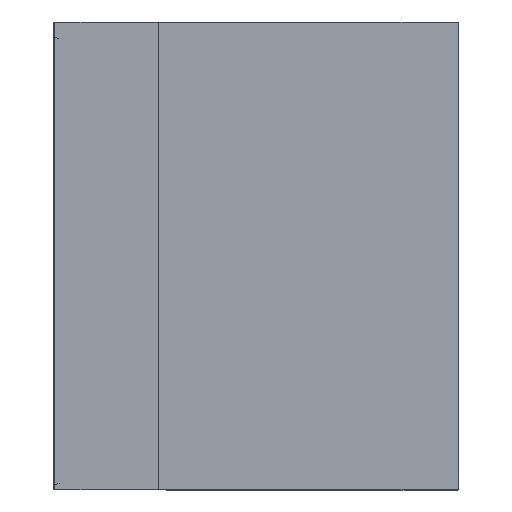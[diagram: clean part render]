
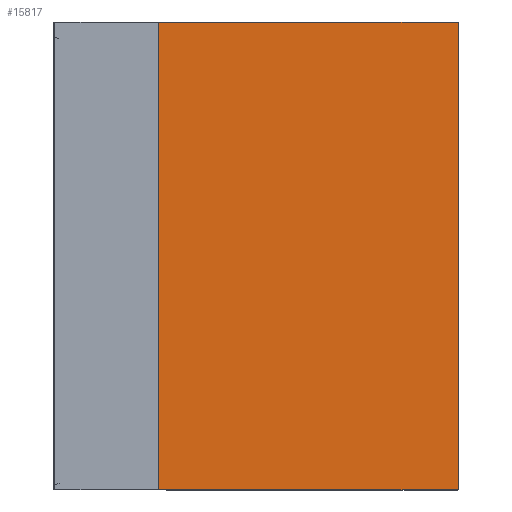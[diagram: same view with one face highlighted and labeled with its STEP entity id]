
A CAD part, left-side view. The second image highlights one B-rep face of the part: STEP entity #15817.
In plain terms, the highlighted planar face has unit normal (-1, 0, 0).
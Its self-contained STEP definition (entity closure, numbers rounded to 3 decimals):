
#507 = CARTESIAN_POINT ( 'NONE',  ( 2., 300., 0. ) ) ;
#526 = LINE ( 'NONE', #5522, #6558 ) ;
#812 = DIRECTION ( 'NONE',  ( -1., 0., 0. ) ) ;
#1470 = VERTEX_POINT ( 'NONE', #10542 ) ;
#1556 = VECTOR ( 'NONE', #11633, 1000. ) ;
#1651 = LINE ( 'NONE', #6648, #1556 ) ;
#1726 = LINE ( 'NONE', #6724, #2528 ) ;
#2039 = FACE_OUTER_BOUND ( 'NONE', #13816, .T. ) ;
#2528 = VECTOR ( 'NONE', #11708, 1000. ) ;
#2703 = ORIENTED_EDGE ( 'NONE', *, *, #6427, .T. ) ;
#3131 = EDGE_CURVE ( 'NONE', #1470, #7281, #1651, .T. ) ;
#3532 = VECTOR ( 'NONE', #5505, 1000. ) ;
#4289 = CARTESIAN_POINT ( 'NONE',  ( 2., 300., 0. ) ) ;
#4685 = ORIENTED_EDGE ( 'NONE', *, *, #11274, .F. ) ;
#5172 = ORIENTED_EDGE ( 'NONE', *, *, #14273, .F. ) ;
#5183 = VERTEX_POINT ( 'NONE', #4289 ) ;
#5505 = DIRECTION ( 'NONE',  ( 0., -1., 0. ) ) ;
#5522 = CARTESIAN_POINT ( 'NONE',  ( 2., -1., -771.106 ) ) ;
#5803 = DIRECTION ( 'NONE',  ( 0., -1., 0. ) ) ;
#5903 = CARTESIAN_POINT ( 'NONE',  ( 2., -1., 0. ) ) ;
#6427 = EDGE_CURVE ( 'NONE', #1470, #15465, #526, .T. ) ;
#6558 = VECTOR ( 'NONE', #10521, 1000. ) ;
#6648 = CARTESIAN_POINT ( 'NONE',  ( 2., 300., -470. ) ) ;
#6724 = CARTESIAN_POINT ( 'NONE',  ( 2., 300., -771.106 ) ) ;
#7031 = PLANE ( 'NONE',  #11177 ) ;
#7281 = VERTEX_POINT ( 'NONE', #12662 ) ;
#10521 = DIRECTION ( 'NONE',  ( 0., 0., 1. ) ) ;
#10542 = CARTESIAN_POINT ( 'NONE',  ( 2., -1., -470. ) ) ;
#11177 = AXIS2_PLACEMENT_3D ( 'NONE', #12016, #812, #5803 ) ;
#11274 = EDGE_CURVE ( 'NONE', #5183, #15465, #11717, .T. ) ;
#11633 = DIRECTION ( 'NONE',  ( 0., 1., 0. ) ) ;
#11708 = DIRECTION ( 'NONE',  ( 0., 0., 1. ) ) ;
#11717 = LINE ( 'NONE', #507, #3532 ) ;
#12016 = CARTESIAN_POINT ( 'NONE',  ( 2., 300., -771.106 ) ) ;
#12662 = CARTESIAN_POINT ( 'NONE',  ( 2., 300., -470. ) ) ;
#13816 = EDGE_LOOP ( 'NONE', ( #16044, #2703, #4685, #5172 ) ) ;
#14273 = EDGE_CURVE ( 'NONE', #7281, #5183, #1726, .T. ) ;
#15465 = VERTEX_POINT ( 'NONE', #5903 ) ;
#15817 = ADVANCED_FACE ( 'NONE', ( #2039 ), #7031, .T. ) ;
#16044 = ORIENTED_EDGE ( 'NONE', *, *, #3131, .F. ) ;
